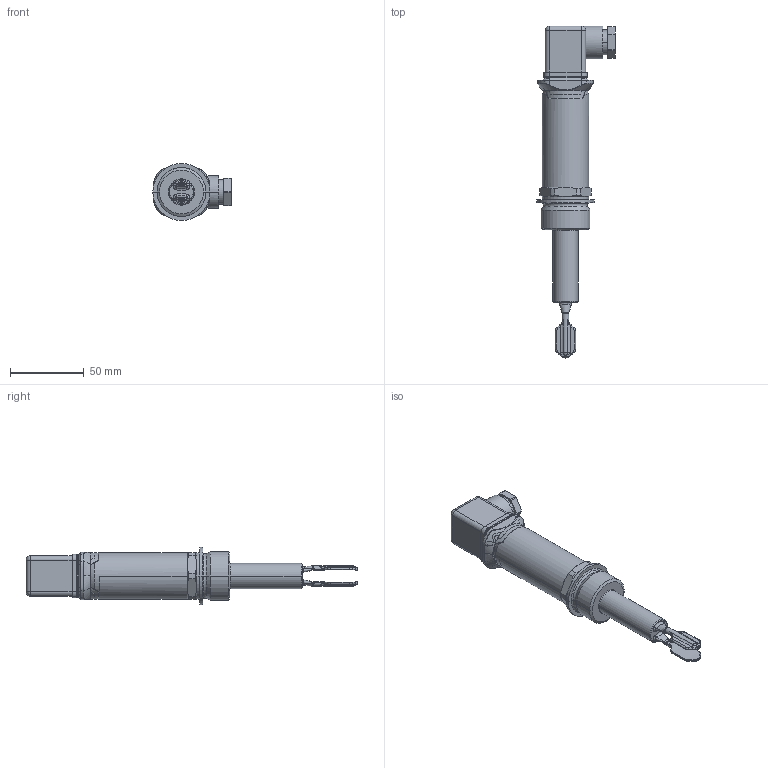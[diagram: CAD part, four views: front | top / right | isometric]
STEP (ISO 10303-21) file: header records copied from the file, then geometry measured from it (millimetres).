
FILE_DESCRIPTION((''),'2;1');
FILE_NAME('DM_CAD-2250_ASM_1_SW0001','2016-03-11T',('Creinig-se'),(''),'PRO/ENGINEER BY PARAMETRIC TECHNOLOGY CORPORATION, 2013050','PRO/ENGINEER BY PARAMETRIC TECHNOLOGY CORPORATION, 2013050','');
FILE_SCHEMA(('CONFIG_CONTROL_DESIGN'));
Length unit declared in the file: millimetre
Products named in the file (1): DM_CAD-2250_ASM_1_SW0001
Bounding box: 53.2 x 225.75 x 38.9 mm (x, y, z)
Volume: 130067.8 mm3; surface area: 27006.9 mm2
Topology: 1 solids, 2 shells, 842 faces, 2228 edges, 1349 vertices
Faces by surface type: cylinder 265, plane 247, bspline 182, torus 58, cone 46, sphere 32, extrusion 12
Entity records: 42924 total; most frequent: CARTESIAN_POINT 17769, ORIENTED_EDGE 4392, DIRECTION 3377, EDGE_CURVE 2196, VERTEX_POINT 1368, AXIS2_PLACEMENT_3D 1278, FILL_AREA_STYLE_COLOUR 875, FILL_AREA_STYLE 875
